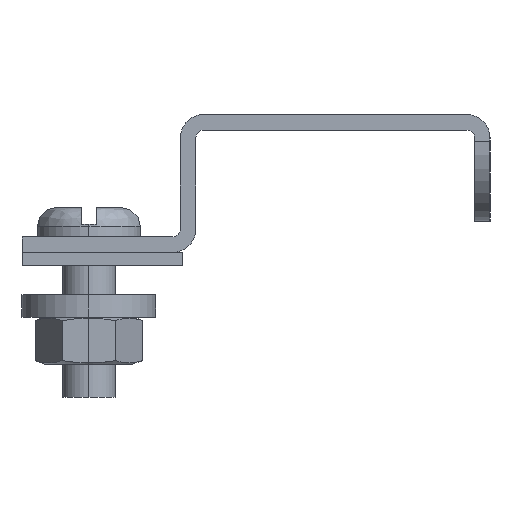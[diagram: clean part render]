
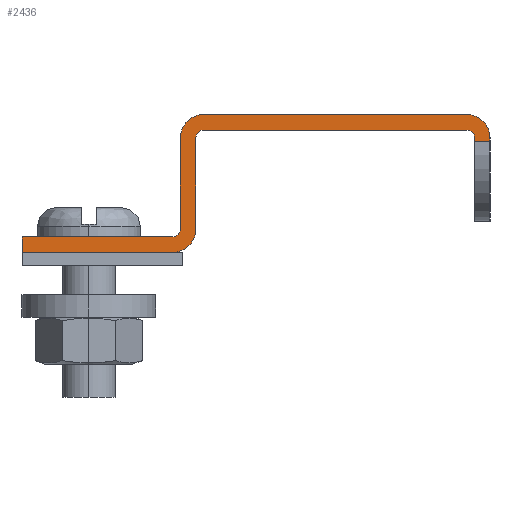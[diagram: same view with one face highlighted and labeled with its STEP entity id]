
A CAD part, left-side view. The second image highlights one B-rep face of the part: STEP entity #2436.
In plain terms, the highlighted planar face has unit normal (-1, 0, 0).
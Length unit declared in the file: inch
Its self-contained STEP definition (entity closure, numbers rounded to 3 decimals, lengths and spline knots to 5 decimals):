
#62 = CARTESIAN_POINT ( 'NONE',  ( -20.5, 0.2455, 0.464 ) ) ;
#78 = VECTOR ( 'NONE', #2176, 39.37008 ) ;
#104 = DIRECTION ( 'NONE',  ( 0., 0., -1. ) ) ;
#131 = VERTEX_POINT ( 'NONE', #1568 ) ;
#147 = AXIS2_PLACEMENT_3D ( 'NONE', #1774, #627, #440 ) ;
#209 = DIRECTION ( 'NONE',  ( 0., 0., 1. ) ) ;
#218 = CARTESIAN_POINT ( 'NONE',  ( -20.5, -0.986, 0.464 ) ) ;
#231 = VERTEX_POINT ( 'NONE', #414 ) ;
#254 = CARTESIAN_POINT ( 'NONE',  ( -20.5, 0.3535, 0.464 ) ) ;
#258 = VERTEX_POINT ( 'NONE', #2195 ) ;
#271 = EDGE_CURVE ( 'NONE', #593, #231, #861, .T. ) ;
#278 = LINE ( 'NONE', #826, #824 ) ;
#280 = AXIS2_PLACEMENT_3D ( 'NONE', #1056, #2464, #2072 ) ;
#301 = CIRCLE ( 'NONE', #280, 0.108 ) ;
#324 = EDGE_CURVE ( 'NONE', #847, #1760, #2389, .T. ) ;
#344 = DIRECTION ( 'NONE',  ( 0., 0., 1. ) ) ;
#345 = EDGE_CURVE ( 'NONE', #1526, #2371, #278, .T. ) ;
#355 = FACE_OUTER_BOUND ( 'NONE', #2306, .T. ) ;
#359 = EDGE_CURVE ( 'NONE', #1248, #1752, #301, .T. ) ;
#406 = ORIENTED_EDGE ( 'NONE', *, *, #2577, .T. ) ;
#414 = CARTESIAN_POINT ( 'NONE',  ( -20.5, 0.2815, 0.036 ) ) ;
#432 = CARTESIAN_POINT ( 'NONE',  ( -20.5, 0.3895, 0.036 ) ) ;
#440 = DIRECTION ( 'NONE',  ( 0., -1., 0. ) ) ;
#446 = DIRECTION ( 'NONE',  ( 0., -1., 0. ) ) ;
#512 = CIRCLE ( 'NONE', #739, 0.108 ) ;
#520 = CARTESIAN_POINT ( 'NONE',  ( -20.5, -1.022, 0.464 ) ) ;
#542 = CIRCLE ( 'NONE', #1474, 0.036 ) ;
#544 = LINE ( 'NONE', #2338, #2004 ) ;
#545 = VERTEX_POINT ( 'NONE', #1901 ) ;
#593 = VERTEX_POINT ( 'NONE', #673 ) ;
#627 = DIRECTION ( 'NONE',  ( -1., 0., 0. ) ) ;
#643 = CARTESIAN_POINT ( 'NONE',  ( -20.5, 1.094, -0.072 ) ) ;
#673 = CARTESIAN_POINT ( 'NONE',  ( -20.5, 0.3895, -0.072 ) ) ;
#680 = ORIENTED_EDGE ( 'NONE', *, *, #1463, .T. ) ;
#682 = ORIENTED_EDGE ( 'NONE', *, *, #862, .T. ) ;
#699 = AXIS2_PLACEMENT_3D ( 'NONE', #218, #1021, #1035 ) ;
#700 = VERTEX_POINT ( 'NONE', #737 ) ;
#715 = LINE ( 'NONE', #2022, #1044 ) ;
#722 = CARTESIAN_POINT ( 'NONE',  ( -20.5, -1.094, 0.5095 ) ) ;
#732 = DIRECTION ( 'NONE',  ( 0., -1., 0. ) ) ;
#736 = EDGE_CURVE ( 'NONE', #1248, #2371, #2382, .T. ) ;
#737 = CARTESIAN_POINT ( 'NONE',  ( -20.5, 1.094, -0.072 ) ) ;
#739 = AXIS2_PLACEMENT_3D ( 'NONE', #859, #1627, #1250 ) ;
#744 = CARTESIAN_POINT ( 'NONE',  ( -20.5, 0.2815, 0.5 ) ) ;
#770 = ORIENTED_EDGE ( 'NONE', *, *, #1926, .T. ) ;
#778 = VECTOR ( 'NONE', #344, 39.37008 ) ;
#824 = VECTOR ( 'NONE', #732, 39.37008 ) ;
#825 = CARTESIAN_POINT ( 'NONE',  ( -20.5, -1.094, 0.5 ) ) ;
#826 = CARTESIAN_POINT ( 'NONE',  ( -20.5, 1.094, 0.447 ) ) ;
#847 = VERTEX_POINT ( 'NONE', #1359 ) ;
#859 = CARTESIAN_POINT ( 'NONE',  ( -20.5, 0.2455, 0.464 ) ) ;
#861 = CIRCLE ( 'NONE', #147, 0.108 ) ;
#862 = EDGE_CURVE ( 'NONE', #1760, #1019, #983, .T. ) ;
#879 = LINE ( 'NONE', #2021, #1102 ) ;
#901 = VERTEX_POINT ( 'NONE', #254 ) ;
#904 = ORIENTED_EDGE ( 'NONE', *, *, #2142, .T. ) ;
#939 = EDGE_CURVE ( 'NONE', #1019, #1526, #879, .T. ) ;
#983 = CIRCLE ( 'NONE', #699, 0.036 ) ;
#986 = DIRECTION ( 'NONE',  ( 0., 1., 0. ) ) ;
#991 = DIRECTION ( 'NONE',  ( -1., 0., 0. ) ) ;
#997 = PLANE ( 'NONE',  #1816 ) ;
#999 = DIRECTION ( 'NONE',  ( 0., -1., 0. ) ) ;
#1006 = LINE ( 'NONE', #744, #778 ) ;
#1019 = VERTEX_POINT ( 'NONE', #520 ) ;
#1021 = DIRECTION ( 'NONE',  ( 1., 0., 0. ) ) ;
#1031 = AXIS2_PLACEMENT_3D ( 'NONE', #432, #2029, #999 ) ;
#1035 = DIRECTION ( 'NONE',  ( 0., 0., -1. ) ) ;
#1036 = DIRECTION ( 'NONE',  ( 0., 1., 0. ) ) ;
#1044 = VECTOR ( 'NONE', #1036, 39.37008 ) ;
#1056 = CARTESIAN_POINT ( 'NONE',  ( -20.5, -0.986, 0.464 ) ) ;
#1071 = VERTEX_POINT ( 'NONE', #1122 ) ;
#1099 = VECTOR ( 'NONE', #986, 39.37008 ) ;
#1102 = VECTOR ( 'NONE', #1608, 39.37008 ) ;
#1112 = CARTESIAN_POINT ( 'NONE',  ( -20.5, 0.3535, 0.5 ) ) ;
#1114 = EDGE_CURVE ( 'NONE', #258, #700, #544, .T. ) ;
#1122 = CARTESIAN_POINT ( 'NONE',  ( -20.5, 0.3895, 0. ) ) ;
#1135 = ORIENTED_EDGE ( 'NONE', *, *, #2576, .T. ) ;
#1136 = VECTOR ( 'NONE', #104, 39.37008 ) ;
#1192 = LINE ( 'NONE', #643, #2003 ) ;
#1234 = CARTESIAN_POINT ( 'NONE',  ( -20.5, -0.986, 0.5 ) ) ;
#1248 = VERTEX_POINT ( 'NONE', #1807 ) ;
#1250 = DIRECTION ( 'NONE',  ( 0., 0., -1. ) ) ;
#1253 = DIRECTION ( 'NONE',  ( 0., 0., -1. ) ) ;
#1286 = ORIENTED_EDGE ( 'NONE', *, *, #939, .T. ) ;
#1359 = CARTESIAN_POINT ( 'NONE',  ( -20.5, 0.2455, 0.5 ) ) ;
#1373 = LINE ( 'NONE', #2393, #1099 ) ;
#1431 = DIRECTION ( 'NONE',  ( 0., -1., 0. ) ) ;
#1463 = EDGE_CURVE ( 'NONE', #901, #2562, #2010, .T. ) ;
#1474 = AXIS2_PLACEMENT_3D ( 'NONE', #62, #2462, #1253 ) ;
#1490 = ORIENTED_EDGE ( 'NONE', *, *, #736, .F. ) ;
#1526 = VERTEX_POINT ( 'NONE', #1889 ) ;
#1568 = CARTESIAN_POINT ( 'NONE',  ( -20.5, 0.2455, 0.572 ) ) ;
#1608 = DIRECTION ( 'NONE',  ( 0., 0., -1. ) ) ;
#1624 = ORIENTED_EDGE ( 'NONE', *, *, #1826, .T. ) ;
#1627 = DIRECTION ( 'NONE',  ( -1., 0., 0. ) ) ;
#1752 = VERTEX_POINT ( 'NONE', #2028 ) ;
#1760 = VERTEX_POINT ( 'NONE', #1234 ) ;
#1774 = CARTESIAN_POINT ( 'NONE',  ( -20.5, 0.3895, 0.036 ) ) ;
#1807 = CARTESIAN_POINT ( 'NONE',  ( -20.5, -1.094, 0.464 ) ) ;
#1816 = AXIS2_PLACEMENT_3D ( 'NONE', #2177, #991, #209 ) ;
#1825 = ORIENTED_EDGE ( 'NONE', *, *, #324, .T. ) ;
#1826 = EDGE_CURVE ( 'NONE', #2562, #1071, #2193, .T. ) ;
#1869 = ORIENTED_EDGE ( 'NONE', *, *, #1114, .T. ) ;
#1889 = CARTESIAN_POINT ( 'NONE',  ( -20.5, -1.022, 0.447 ) ) ;
#1901 = CARTESIAN_POINT ( 'NONE',  ( -20.5, 0.2815, 0.464 ) ) ;
#1903 = ORIENTED_EDGE ( 'NONE', *, *, #2455, .T. ) ;
#1926 = EDGE_CURVE ( 'NONE', #700, #593, #1192, .T. ) ;
#1934 = ORIENTED_EDGE ( 'NONE', *, *, #359, .T. ) ;
#1948 = EDGE_CURVE ( 'NONE', #545, #847, #542, .T. ) ;
#2003 = VECTOR ( 'NONE', #446, 39.37008 ) ;
#2004 = VECTOR ( 'NONE', #2347, 39.37008 ) ;
#2006 = CARTESIAN_POINT ( 'NONE',  ( -20.5, -1.094, 0.447 ) ) ;
#2010 = LINE ( 'NONE', #1112, #1136 ) ;
#2021 = CARTESIAN_POINT ( 'NONE',  ( -20.5, -1.022, 0.5095 ) ) ;
#2022 = CARTESIAN_POINT ( 'NONE',  ( -20.5, 1.094, 0. ) ) ;
#2028 = CARTESIAN_POINT ( 'NONE',  ( -20.5, -0.986, 0.572 ) ) ;
#2029 = DIRECTION ( 'NONE',  ( 1., 0., 0. ) ) ;
#2072 = DIRECTION ( 'NONE',  ( 0., 0., -1. ) ) ;
#2142 = EDGE_CURVE ( 'NONE', #231, #545, #1006, .T. ) ;
#2176 = DIRECTION ( 'NONE',  ( 0., 0., -1. ) ) ;
#2177 = CARTESIAN_POINT ( 'NONE',  ( -20.5, 1.094, 0.5 ) ) ;
#2193 = CIRCLE ( 'NONE', #1031, 0.036 ) ;
#2195 = CARTESIAN_POINT ( 'NONE',  ( -20.5, 1.094, 0. ) ) ;
#2216 = CARTESIAN_POINT ( 'NONE',  ( -20.5, 0.3535, 0.036 ) ) ;
#2223 = ORIENTED_EDGE ( 'NONE', *, *, #345, .T. ) ;
#2262 = VECTOR ( 'NONE', #1431, 39.37008 ) ;
#2282 = ORIENTED_EDGE ( 'NONE', *, *, #1948, .T. ) ;
#2306 = EDGE_LOOP ( 'NONE', ( #1490, #1934, #1903, #406, #680, #1624, #1135, #1869, #770, #2420, #904, #2282, #1825, #682, #1286, #2223 ) ) ;
#2338 = CARTESIAN_POINT ( 'NONE',  ( -20.5, 1.094, 0.5 ) ) ;
#2347 = DIRECTION ( 'NONE',  ( 0., 0., -1. ) ) ;
#2371 = VERTEX_POINT ( 'NONE', #2006 ) ;
#2382 = LINE ( 'NONE', #722, #78 ) ;
#2389 = LINE ( 'NONE', #825, #2262 ) ;
#2393 = CARTESIAN_POINT ( 'NONE',  ( -20.5, 1.094, 0.572 ) ) ;
#2420 = ORIENTED_EDGE ( 'NONE', *, *, #271, .T. ) ;
#2436 = ADVANCED_FACE ( 'NONE', ( #355 ), #997, .T. ) ;
#2455 = EDGE_CURVE ( 'NONE', #1752, #131, #1373, .T. ) ;
#2462 = DIRECTION ( 'NONE',  ( 1., 0., 0. ) ) ;
#2464 = DIRECTION ( 'NONE',  ( -1., 0., 0. ) ) ;
#2562 = VERTEX_POINT ( 'NONE', #2216 ) ;
#2576 = EDGE_CURVE ( 'NONE', #1071, #258, #715, .T. ) ;
#2577 = EDGE_CURVE ( 'NONE', #131, #901, #512, .T. ) ;
